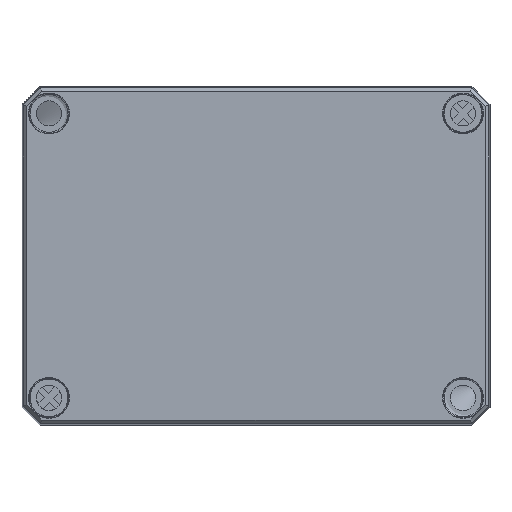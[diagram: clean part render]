
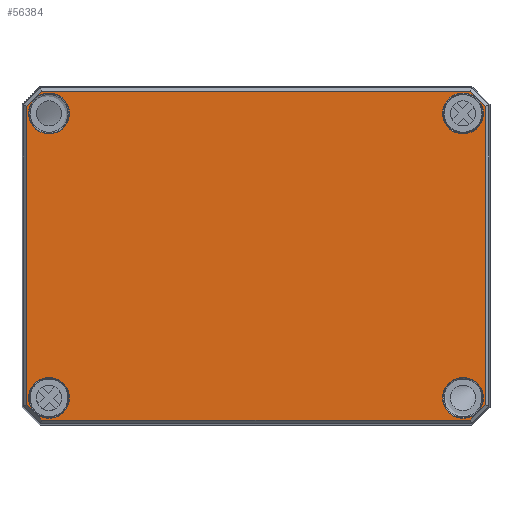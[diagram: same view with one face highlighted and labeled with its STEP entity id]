
A CAD part, top view. The second image highlights one B-rep face of the part: STEP entity #56384.
In plain terms, the highlighted planar face has unit normal (0, 0, 1).
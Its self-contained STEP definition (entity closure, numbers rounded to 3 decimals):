
#7772=LINE('',#100781,#12206);
#7773=LINE('',#100783,#12207);
#7774=LINE('',#100785,#12208);
#7775=LINE('',#100787,#12209);
#7776=LINE('',#100789,#12210);
#7777=LINE('',#100791,#12211);
#7778=LINE('',#100793,#12212);
#7779=LINE('',#100794,#12213);
#12206=VECTOR('',#69386,10.);
#12207=VECTOR('',#69387,10.);
#12208=VECTOR('',#69388,10.);
#12209=VECTOR('',#69389,10.);
#12210=VECTOR('',#69390,10.);
#12211=VECTOR('',#69391,10.);
#12212=VECTOR('',#69392,10.);
#12213=VECTOR('',#69393,10.);
#13314=FACE_BOUND('',#20736,.T.);
#13315=FACE_BOUND('',#20737,.T.);
#13316=FACE_BOUND('',#20738,.T.);
#13317=FACE_BOUND('',#20739,.T.);
#14396=PLANE('',#59542);
#17203=FACE_OUTER_BOUND('',#20735,.T.);
#20735=EDGE_LOOP('',(#50436,#50437,#50438,#50439,#50440,#50441,#50442,#50443));
#20736=EDGE_LOOP('',(#50444,#50445));
#20737=EDGE_LOOP('',(#50446,#50447));
#20738=EDGE_LOOP('',(#50448));
#20739=EDGE_LOOP('',(#50449));
#22303=CIRCLE('',#59537,5.672);
#22307=CIRCLE('',#59543,5.672);
#22308=CIRCLE('',#59544,5.672);
#22309=CIRCLE('',#59545,5.672);
#22310=CIRCLE('',#59546,5.672);
#22311=CIRCLE('',#59547,5.672);
#27515=VERTEX_POINT('',#100769);
#27518=VERTEX_POINT('',#100779);
#27519=VERTEX_POINT('',#100780);
#27520=VERTEX_POINT('',#100782);
#27521=VERTEX_POINT('',#100784);
#27522=VERTEX_POINT('',#100786);
#27523=VERTEX_POINT('',#100788);
#27524=VERTEX_POINT('',#100790);
#27525=VERTEX_POINT('',#100792);
#27526=VERTEX_POINT('',#100795);
#27527=VERTEX_POINT('',#100796);
#27528=VERTEX_POINT('',#100799);
#27529=VERTEX_POINT('',#100800);
#27530=VERTEX_POINT('',#100803);
#35244=EDGE_CURVE('',#27515,#27515,#22303,.T.);
#35249=EDGE_CURVE('',#27518,#27519,#7772,.T.);
#35250=EDGE_CURVE('',#27520,#27518,#7773,.T.);
#35251=EDGE_CURVE('',#27521,#27520,#7774,.T.);
#35252=EDGE_CURVE('',#27522,#27521,#7775,.T.);
#35253=EDGE_CURVE('',#27523,#27522,#7776,.T.);
#35254=EDGE_CURVE('',#27524,#27523,#7777,.T.);
#35255=EDGE_CURVE('',#27525,#27524,#7778,.T.);
#35256=EDGE_CURVE('',#27519,#27525,#7779,.T.);
#35257=EDGE_CURVE('',#27526,#27527,#22307,.T.);
#35258=EDGE_CURVE('',#27527,#27526,#22308,.T.);
#35259=EDGE_CURVE('',#27528,#27529,#22309,.T.);
#35260=EDGE_CURVE('',#27529,#27528,#22310,.T.);
#35261=EDGE_CURVE('',#27530,#27530,#22311,.T.);
#50436=ORIENTED_EDGE('',*,*,#35249,.F.);
#50437=ORIENTED_EDGE('',*,*,#35250,.F.);
#50438=ORIENTED_EDGE('',*,*,#35251,.F.);
#50439=ORIENTED_EDGE('',*,*,#35252,.F.);
#50440=ORIENTED_EDGE('',*,*,#35253,.F.);
#50441=ORIENTED_EDGE('',*,*,#35254,.F.);
#50442=ORIENTED_EDGE('',*,*,#35255,.F.);
#50443=ORIENTED_EDGE('',*,*,#35256,.F.);
#50444=ORIENTED_EDGE('',*,*,#35257,.F.);
#50445=ORIENTED_EDGE('',*,*,#35258,.F.);
#50446=ORIENTED_EDGE('',*,*,#35259,.F.);
#50447=ORIENTED_EDGE('',*,*,#35260,.F.);
#50448=ORIENTED_EDGE('',*,*,#35261,.F.);
#50449=ORIENTED_EDGE('',*,*,#35244,.F.);
#56384=ADVANCED_FACE('',(#17203,#13314,#13315,#13316,#13317),#14396,.T.);
#59537=AXIS2_PLACEMENT_3D('',#100770,#69373,#69374);
#59542=AXIS2_PLACEMENT_3D('',#100778,#69384,#69385);
#59543=AXIS2_PLACEMENT_3D('',#100797,#69394,#69395);
#59544=AXIS2_PLACEMENT_3D('',#100798,#69396,#69397);
#59545=AXIS2_PLACEMENT_3D('',#100801,#69398,#69399);
#59546=AXIS2_PLACEMENT_3D('',#100802,#69400,#69401);
#59547=AXIS2_PLACEMENT_3D('',#100804,#69402,#69403);
#69373=DIRECTION('center_axis',(0.,0.,1.));
#69374=DIRECTION('ref_axis',(-1.,0.,0.));
#69384=DIRECTION('center_axis',(0.,0.,1.));
#69385=DIRECTION('ref_axis',(1.,0.,0.));
#69386=DIRECTION('',(0.707,-0.707,0.));
#69387=DIRECTION('',(1.,0.,0.));
#69388=DIRECTION('',(0.707,0.707,0.));
#69389=DIRECTION('',(0.,1.,0.));
#69390=DIRECTION('',(-0.707,0.707,0.));
#69391=DIRECTION('',(-1.,0.,0.));
#69392=DIRECTION('',(-0.707,-0.707,0.));
#69393=DIRECTION('',(0.,-1.,0.));
#69394=DIRECTION('center_axis',(0.,0.,1.));
#69395=DIRECTION('ref_axis',(1.,0.,0.));
#69396=DIRECTION('center_axis',(0.,0.,1.));
#69397=DIRECTION('ref_axis',(1.,0.,0.));
#69398=DIRECTION('center_axis',(0.,0.,1.));
#69399=DIRECTION('ref_axis',(1.,0.,0.));
#69400=DIRECTION('center_axis',(0.,0.,1.));
#69401=DIRECTION('ref_axis',(1.,0.,0.));
#69402=DIRECTION('center_axis',(0.,0.,1.));
#69403=DIRECTION('ref_axis',(-1.,0.,0.));
#100769=CARTESIAN_POINT('',(-51.828,39.5,39.));
#100770=CARTESIAN_POINT('Origin',(-57.5,39.5,39.));
#100778=CARTESIAN_POINT('Origin',(0.,0.,
39.));
#100779=CARTESIAN_POINT('',(59.445,45.66,39.));
#100780=CARTESIAN_POINT('',(63.66,41.445,39.));
#100781=CARTESIAN_POINT('',(55.802,49.302,39.));
#100782=CARTESIAN_POINT('',(-59.445,45.66,39.));
#100783=CARTESIAN_POINT('',(-30.,45.66,39.));
#100784=CARTESIAN_POINT('',(-63.66,41.445,39.));
#100785=CARTESIAN_POINT('',(-58.302,46.802,39.));
#100786=CARTESIAN_POINT('',(-63.66,-41.445,39.));
#100787=CARTESIAN_POINT('',(-63.66,-21.,39.));
#100788=CARTESIAN_POINT('',(-59.445,-45.66,39.));
#100789=CARTESIAN_POINT('',(-55.802,-49.302,39.));
#100790=CARTESIAN_POINT('',(59.445,-45.66,39.));
#100791=CARTESIAN_POINT('',(30.,-45.66,39.));
#100792=CARTESIAN_POINT('',(63.66,-41.445,39.));
#100793=CARTESIAN_POINT('',(58.302,-46.802,39.));
#100794=CARTESIAN_POINT('',(63.66,21.,39.));
#100795=CARTESIAN_POINT('',(51.828,39.5,39.));
#100796=CARTESIAN_POINT('',(63.172,39.5,39.));
#100797=CARTESIAN_POINT('Origin',(57.5,39.5,39.));
#100798=CARTESIAN_POINT('Origin',(57.5,39.5,39.));
#100799=CARTESIAN_POINT('',(51.828,-39.5,39.));
#100800=CARTESIAN_POINT('',(63.172,-39.5,39.));
#100801=CARTESIAN_POINT('Origin',(57.5,-39.5,39.));
#100802=CARTESIAN_POINT('Origin',(57.5,-39.5,39.));
#100803=CARTESIAN_POINT('',(-51.828,-39.5,39.));
#100804=CARTESIAN_POINT('Origin',(-57.5,-39.5,39.));
